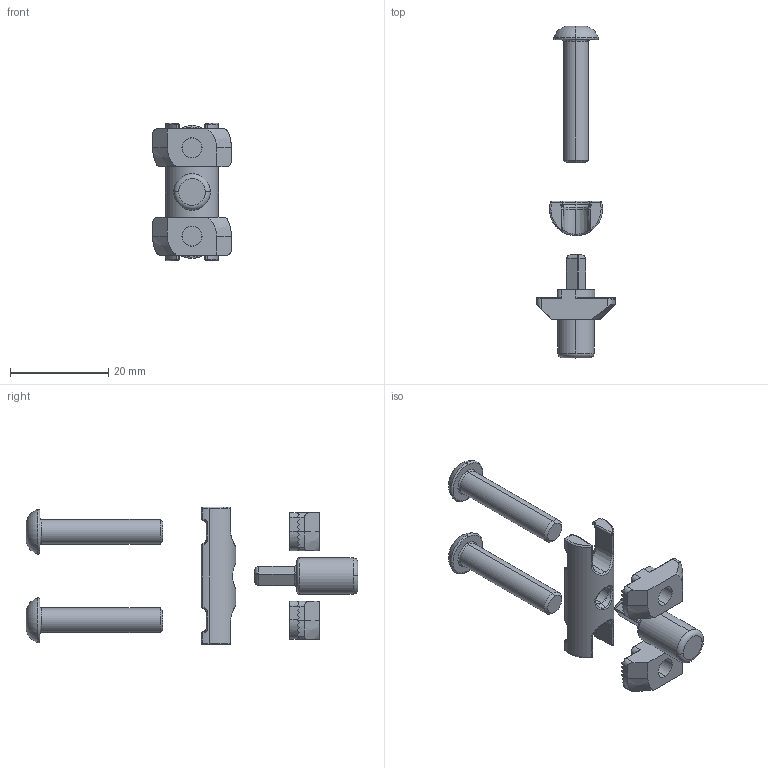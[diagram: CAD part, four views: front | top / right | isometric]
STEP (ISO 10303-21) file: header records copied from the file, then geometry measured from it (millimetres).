
FILE_DESCRIPTION (( 'STEP AP214' ), '1' );
FILE_NAME ('099c303.STEP', '2014-07-31T09:19:31', ( 'install' ), ( '' ), 'SwSTEP 2.0', 'SolidWorks 2014', '' );
FILE_SCHEMA (( 'AUTOMOTIVE_DESIGN' ));
Length unit declared in the file: millimetre
Products named in the file (1): 099c303
Bounding box: 16 x 67.52 x 28 mm (x, y, z)
Volume: 3763.3 mm3; surface area: 3611.6 mm2
Topology: 6 solids, 6 shells, 421 faces, 1058 edges, 630 vertices
Faces by surface type: plane 130, cylinder 122, bspline 76, torus 40, sphere 28, cone 25
Entity records: 20845 total; most frequent: CARTESIAN_POINT 7317, ORIENTED_EDGE 2064, DIRECTION 1560, EDGE_CURVE 1032, VERTEX_POINT 628, AXIS2_PLACEMENT_3D 587, EDGE_LOOP 432, UNCERTAINTY_MEASURE_WITH_UNIT 429
